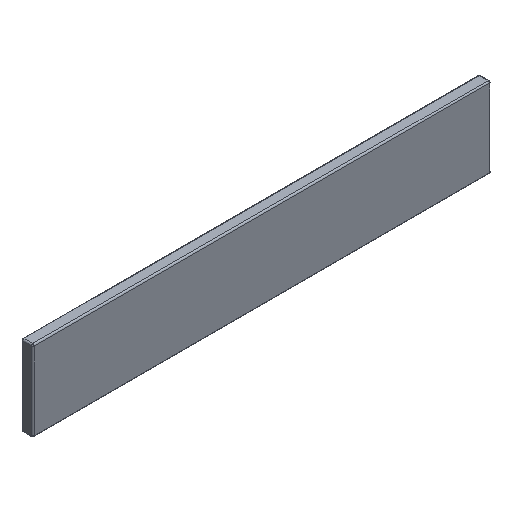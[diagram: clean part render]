
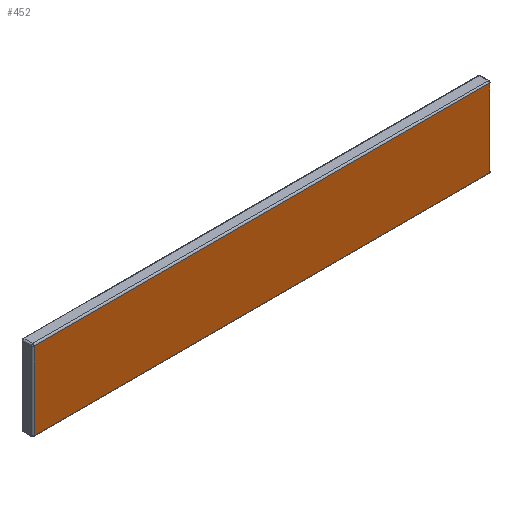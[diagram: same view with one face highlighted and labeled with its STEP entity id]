
A CAD part, isometric view. The second image highlights one B-rep face of the part: STEP entity #452.
In plain terms, the highlighted planar face has unit normal (0, -1, 0).
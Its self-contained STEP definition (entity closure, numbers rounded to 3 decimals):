
#2 = DIRECTION ( 'NONE',  ( 0., 0., 1. ) ) ;
#6 = ORIENTED_EDGE ( 'NONE', *, *, #361, .T. ) ;
#12 = VECTOR ( 'NONE', #633, 1000. ) ;
#43 = ORIENTED_EDGE ( 'NONE', *, *, #559, .T. ) ;
#46 = VERTEX_POINT ( 'NONE', #121 ) ;
#51 = DIRECTION ( 'NONE',  ( 0., 1., 0. ) ) ;
#74 = AXIS2_PLACEMENT_3D ( 'NONE', #513, #51, #2 ) ;
#86 = LINE ( 'NONE', #299, #12 ) ;
#101 = LINE ( 'NONE', #144, #381 ) ;
#103 = FACE_OUTER_BOUND ( 'NONE', #664, .T. ) ;
#121 = CARTESIAN_POINT ( 'NONE',  ( -989., 0., -169. ) ) ;
#126 = ORIENTED_EDGE ( 'NONE', *, *, #654, .T. ) ;
#144 = CARTESIAN_POINT ( 'NONE',  ( 0., 0., 169. ) ) ;
#193 = EDGE_CURVE ( 'NONE', #46, #293, #420, .T. ) ;
#222 = ORIENTED_EDGE ( 'NONE', *, *, #193, .T. ) ;
#273 = VECTOR ( 'NONE', #642, 1000. ) ;
#291 = CARTESIAN_POINT ( 'NONE',  ( -989., 0., 169. ) ) ;
#293 = VERTEX_POINT ( 'NONE', #401 ) ;
#299 = CARTESIAN_POINT ( 'NONE',  ( -989., 0., 0. ) ) ;
#311 = PLANE ( 'NONE',  #74 ) ;
#320 = VERTEX_POINT ( 'NONE', #460 ) ;
#334 = LINE ( 'NONE', #492, #418 ) ;
#361 = EDGE_CURVE ( 'NONE', #554, #46, #86, .T. ) ;
#381 = VECTOR ( 'NONE', #510, 1000. ) ;
#401 = CARTESIAN_POINT ( 'NONE',  ( 989., 0., -169. ) ) ;
#418 = VECTOR ( 'NONE', #441, 1000. ) ;
#420 = LINE ( 'NONE', #491, #273 ) ;
#441 = DIRECTION ( 'NONE',  ( 0., 0., 1. ) ) ;
#452 = ADVANCED_FACE ( 'NONE', ( #103 ), #311, .F. ) ;
#460 = CARTESIAN_POINT ( 'NONE',  ( 989., 0., 169. ) ) ;
#491 = CARTESIAN_POINT ( 'NONE',  ( 0., 0., -169. ) ) ;
#492 = CARTESIAN_POINT ( 'NONE',  ( 989., 0., 0. ) ) ;
#510 = DIRECTION ( 'NONE',  ( -1., 0., 0. ) ) ;
#513 = CARTESIAN_POINT ( 'NONE',  ( 0., 0., 0. ) ) ;
#554 = VERTEX_POINT ( 'NONE', #291 ) ;
#559 = EDGE_CURVE ( 'NONE', #293, #320, #334, .T. ) ;
#633 = DIRECTION ( 'NONE',  ( 0., 0., -1. ) ) ;
#642 = DIRECTION ( 'NONE',  ( 1., 0., 0. ) ) ;
#654 = EDGE_CURVE ( 'NONE', #320, #554, #101, .T. ) ;
#664 = EDGE_LOOP ( 'NONE', ( #6, #222, #43, #126 ) ) ;
